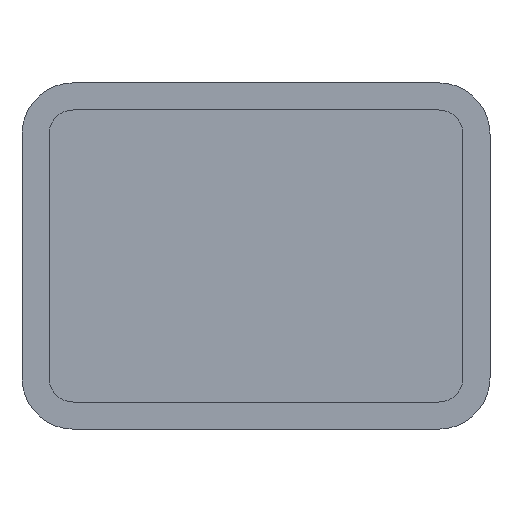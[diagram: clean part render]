
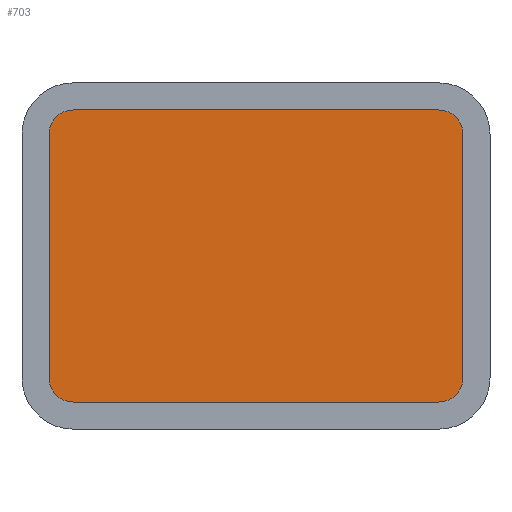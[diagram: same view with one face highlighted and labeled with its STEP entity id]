
A CAD part, front view. The second image highlights one B-rep face of the part: STEP entity #703.
In plain terms, the highlighted planar face has unit normal (0, -1, 0).
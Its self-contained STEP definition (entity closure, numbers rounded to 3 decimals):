
#25 = CARTESIAN_POINT ( 'NONE',  ( -26.805, 11.1, -27.65 ) ) ;
#32 = EDGE_CURVE ( 'NONE', #644, #915, #544, .T. ) ;
#57 = AXIS2_PLACEMENT_3D ( 'NONE', #209, #208, #205 ) ;
#68 = DIRECTION ( 'NONE',  ( 0., 0., 1. ) ) ;
#72 = PLANE ( 'NONE',  #199 ) ;
#78 = DIRECTION ( 'NONE',  ( 0., 1., 0. ) ) ;
#91 = CARTESIAN_POINT ( 'NONE',  ( -23.005, 11.1, -27.65 ) ) ;
#150 = DIRECTION ( 'NONE',  ( 0., 0., 1. ) ) ;
#154 = CARTESIAN_POINT ( 'NONE',  ( 7.795, 11.1, -27.65 ) ) ;
#171 = CARTESIAN_POINT ( 'NONE',  ( 3.995, 11.1, -5.85 ) ) ;
#172 = DIRECTION ( 'NONE',  ( 0., 0., 1. ) ) ;
#173 = DIRECTION ( 'NONE',  ( 0., 1., 0. ) ) ;
#176 = CARTESIAN_POINT ( 'NONE',  ( 3.995, 11.1, -27.65 ) ) ;
#198 = CARTESIAN_POINT ( 'NONE',  ( 7.795, 11.1, -9.65 ) ) ;
#199 = AXIS2_PLACEMENT_3D ( 'NONE', #91, #78, #68 ) ;
#205 = DIRECTION ( 'NONE',  ( 0., 0., 1. ) ) ;
#208 = DIRECTION ( 'NONE',  ( 0., 1., 0. ) ) ;
#209 = CARTESIAN_POINT ( 'NONE',  ( -23.005, 11.1, -27.65 ) ) ;
#216 = CARTESIAN_POINT ( 'NONE',  ( -23.005, 11.1, -5.85 ) ) ;
#230 = DIRECTION ( 'NONE',  ( 0., 0., 1. ) ) ;
#231 = DIRECTION ( 'NONE',  ( 0., 1., 0. ) ) ;
#232 = CARTESIAN_POINT ( 'NONE',  ( -23.005, 11.1, -9.65 ) ) ;
#244 = AXIS2_PLACEMENT_3D ( 'NONE', #176, #173, #172 ) ;
#252 = AXIS2_PLACEMENT_3D ( 'NONE', #232, #231, #230 ) ;
#257 = AXIS2_PLACEMENT_3D ( 'NONE', #275, #268, #262 ) ;
#258 = CARTESIAN_POINT ( 'NONE',  ( -26.805, 11.1, -27.65 ) ) ;
#262 = DIRECTION ( 'NONE',  ( 0., 0., 1. ) ) ;
#268 = DIRECTION ( 'NONE',  ( 0., 1., 0. ) ) ;
#275 = CARTESIAN_POINT ( 'NONE',  ( 3.995, 11.1, -9.65 ) ) ;
#288 = VERTEX_POINT ( 'NONE', #831 ) ;
#317 = CARTESIAN_POINT ( 'NONE',  ( 7.795, 11.1, -27.65 ) ) ;
#357 = VECTOR ( 'NONE', #792, 1000. ) ;
#369 = CIRCLE ( 'NONE', #244, 3.8 ) ;
#374 = CARTESIAN_POINT ( 'NONE',  ( -23.005, 11.1, -31.45 ) ) ;
#379 = CIRCLE ( 'NONE', #257, 3.8 ) ;
#385 = CIRCLE ( 'NONE', #252, 3.8 ) ;
#403 = VECTOR ( 'NONE', #491, 1000. ) ;
#405 = LINE ( 'NONE', #486, #403 ) ;
#420 = DIRECTION ( 'NONE',  ( 1., 0., 0. ) ) ;
#437 = EDGE_CURVE ( 'NONE', #849, #785, #500, .T. ) ;
#467 = CARTESIAN_POINT ( 'NONE',  ( -26.805, 11.1, -9.65 ) ) ;
#472 = VECTOR ( 'NONE', #150, 1000. ) ;
#475 = CIRCLE ( 'NONE', #57, 3.8 ) ;
#486 = CARTESIAN_POINT ( 'NONE',  ( -23.005, 11.1, -31.45 ) ) ;
#491 = DIRECTION ( 'NONE',  ( 1., 0., 0. ) ) ;
#500 = LINE ( 'NONE', #25, #357 ) ;
#544 = LINE ( 'NONE', #660, #551 ) ;
#551 = VECTOR ( 'NONE', #420, 1000. ) ;
#576 = EDGE_CURVE ( 'NONE', #811, #288, #405, .T. ) ;
#585 = FACE_OUTER_BOUND ( 'NONE', #812, .T. ) ;
#588 = VERTEX_POINT ( 'NONE', #317 ) ;
#611 = ORIENTED_EDGE ( 'NONE', *, *, #875, .F. ) ;
#614 = ORIENTED_EDGE ( 'NONE', *, *, #576, .T. ) ;
#615 = ORIENTED_EDGE ( 'NONE', *, *, #916, .T. ) ;
#616 = ORIENTED_EDGE ( 'NONE', *, *, #663, .F. ) ;
#618 = EDGE_CURVE ( 'NONE', #915, #892, #379, .T. ) ;
#624 = EDGE_CURVE ( 'NONE', #785, #644, #385, .T. ) ;
#644 = VERTEX_POINT ( 'NONE', #216 ) ;
#660 = CARTESIAN_POINT ( 'NONE',  ( -23.005, 11.1, -5.85 ) ) ;
#663 = EDGE_CURVE ( 'NONE', #588, #288, #369, .T. ) ;
#676 = LINE ( 'NONE', #154, #472 ) ;
#695 = ORIENTED_EDGE ( 'NONE', *, *, #618, .F. ) ;
#703 = ADVANCED_FACE ( 'NONE', ( #585 ), #72, .F. ) ;
#706 = ORIENTED_EDGE ( 'NONE', *, *, #32, .F. ) ;
#708 = ORIENTED_EDGE ( 'NONE', *, *, #624, .F. ) ;
#715 = ORIENTED_EDGE ( 'NONE', *, *, #437, .F. ) ;
#785 = VERTEX_POINT ( 'NONE', #467 ) ;
#792 = DIRECTION ( 'NONE',  ( 0., 0., 1. ) ) ;
#811 = VERTEX_POINT ( 'NONE', #374 ) ;
#812 = EDGE_LOOP ( 'NONE', ( #611, #614, #616, #615, #695, #706, #708, #715 ) ) ;
#831 = CARTESIAN_POINT ( 'NONE',  ( 3.995, 11.1, -31.45 ) ) ;
#849 = VERTEX_POINT ( 'NONE', #258 ) ;
#875 = EDGE_CURVE ( 'NONE', #811, #849, #475, .T. ) ;
#892 = VERTEX_POINT ( 'NONE', #198 ) ;
#915 = VERTEX_POINT ( 'NONE', #171 ) ;
#916 = EDGE_CURVE ( 'NONE', #588, #892, #676, .T. ) ;
